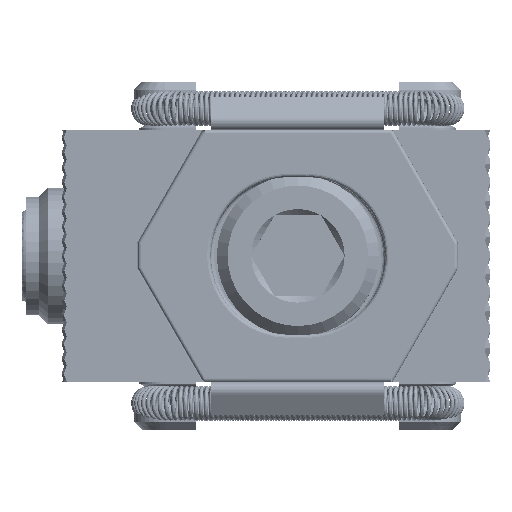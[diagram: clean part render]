
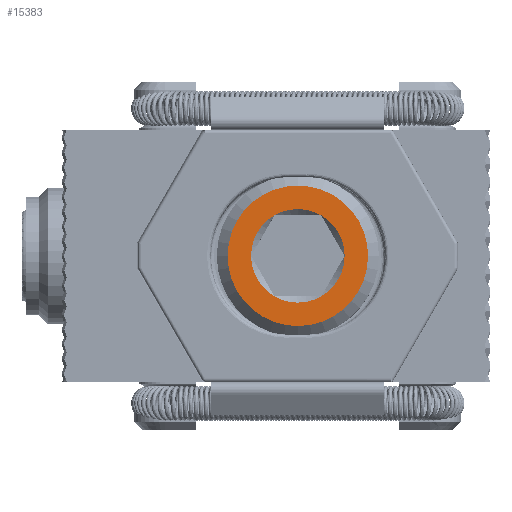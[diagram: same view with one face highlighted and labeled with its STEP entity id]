
A CAD part, top view. The second image highlights one B-rep face of the part: STEP entity #15383.
In plain terms, the highlighted face is planar.
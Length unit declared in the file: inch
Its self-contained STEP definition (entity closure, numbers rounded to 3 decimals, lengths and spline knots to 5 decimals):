
#4129 = ORIENTED_EDGE ( 'NONE', *, *, #71118, .F. ) ;
#11114 = CARTESIAN_POINT ( 'NONE',  ( 0.1875, -0.10825, -1.75 ) ) ;
#13508 = CARTESIAN_POINT ( 'NONE',  ( 0., 0., -1.75 ) ) ;
#15383 = ADVANCED_FACE ( 'NONE', ( #95917, #20855 ), #116611, .T. ) ;
#15612 = DIRECTION ( 'NONE',  ( 0., 0., -1. ) ) ;
#15920 = DIRECTION ( 'NONE',  ( 0., 0., -1. ) ) ;
#16477 = ORIENTED_EDGE ( 'NONE', *, *, #165734, .F. ) ;
#20855 = FACE_BOUND ( 'NONE', #56947, .T. ) ;
#25720 = CARTESIAN_POINT ( 'NONE',  ( 0., 0., -1.75 ) ) ;
#26674 = CIRCLE ( 'NONE', #41131, 0.21651 ) ;
#27287 = VERTEX_POINT ( 'NONE', #160217 ) ;
#30217 = DIRECTION ( 'NONE',  ( -1., 0., 0. ) ) ;
#32343 = CIRCLE ( 'NONE', #92791, 0.21651 ) ;
#35122 = DIRECTION ( 'NONE',  ( 0., 0., -1. ) ) ;
#38196 = EDGE_CURVE ( 'NONE', #132691, #100420, #152313, .T. ) ;
#39972 = DIRECTION ( 'NONE',  ( -1., 0., 0. ) ) ;
#41131 = AXIS2_PLACEMENT_3D ( 'NONE', #100480, #15920, #114792 ) ;
#41467 = AXIS2_PLACEMENT_3D ( 'NONE', #102320, #130833, #46185 ) ;
#43286 = CARTESIAN_POINT ( 'NONE',  ( 0., 0.21651, -1.75 ) ) ;
#45445 = CIRCLE ( 'NONE', #52239, 0.21651 ) ;
#46185 = DIRECTION ( 'NONE',  ( -1., 0., 0. ) ) ;
#51984 = CIRCLE ( 'NONE', #79706, 0.21651 ) ;
#52239 = AXIS2_PLACEMENT_3D ( 'NONE', #25720, #124621, #39972 ) ;
#53487 = CARTESIAN_POINT ( 'NONE',  ( 0., 0., -1.75 ) ) ;
#54655 = CARTESIAN_POINT ( 'NONE',  ( 0., 0., -1.75 ) ) ;
#55775 = AXIS2_PLACEMENT_3D ( 'NONE', #53487, #152374, #67572 ) ;
#56947 = EDGE_LOOP ( 'NONE', ( #4129, #178667, #126473, #148612, #116435, #68736, #16477 ) ) ;
#59200 = VERTEX_POINT ( 'NONE', #130004 ) ;
#64565 = CARTESIAN_POINT ( 'NONE',  ( -0.21651, 0., -1.75 ) ) ;
#67572 = DIRECTION ( 'NONE',  ( -1., 0., 0. ) ) ;
#68736 = ORIENTED_EDGE ( 'NONE', *, *, #38196, .F. ) ;
#68780 = DIRECTION ( 'NONE',  ( -1., 0., 0. ) ) ;
#71118 = EDGE_CURVE ( 'NONE', #27287, #120807, #51984, .T. ) ;
#72340 = DIRECTION ( 'NONE',  ( 0., 0., -1. ) ) ;
#79706 = AXIS2_PLACEMENT_3D ( 'NONE', #54655, #153601, #68780 ) ;
#80451 = VERTEX_POINT ( 'NONE', #99197 ) ;
#81092 = DIRECTION ( 'NONE',  ( 0., 0., -1. ) ) ;
#92791 = AXIS2_PLACEMENT_3D ( 'NONE', #165890, #81092, #180110 ) ;
#95917 = FACE_OUTER_BOUND ( 'NONE', #142909, .T. ) ;
#99197 = CARTESIAN_POINT ( 'NONE',  ( 0., -0.21651, -1.75 ) ) ;
#100173 = CARTESIAN_POINT ( 'NONE',  ( 0., 0., -1.75 ) ) ;
#100420 = VERTEX_POINT ( 'NONE', #11114 ) ;
#100480 = CARTESIAN_POINT ( 'NONE',  ( 0., 0., -1.75 ) ) ;
#101947 = EDGE_CURVE ( 'NONE', #80451, #157401, #45445, .T. ) ;
#102320 = CARTESIAN_POINT ( 'NONE',  ( 0., 0., -1.75 ) ) ;
#109768 = AXIS2_PLACEMENT_3D ( 'NONE', #13508, #112302, #30217 ) ;
#111711 = ORIENTED_EDGE ( 'NONE', *, *, #157183, .T. ) ;
#112302 = DIRECTION ( 'NONE',  ( 0., 0., -1. ) ) ;
#113153 = CARTESIAN_POINT ( 'NONE',  ( 0.1875, 0.10825, -1.75 ) ) ;
#113360 = EDGE_CURVE ( 'NONE', #157401, #136234, #32343, .T. ) ;
#114469 = DIRECTION ( 'NONE',  ( -1., 0., 0. ) ) ;
#114498 = CIRCLE ( 'NONE', #55775, 0.325 ) ;
#114792 = DIRECTION ( 'NONE',  ( -1., 0., 0. ) ) ;
#115819 = CARTESIAN_POINT ( 'NONE',  ( -0.1875, -0.10825, -1.75 ) ) ;
#116435 = ORIENTED_EDGE ( 'NONE', *, *, #156274, .F. ) ;
#116611 = PLANE ( 'NONE',  #41467 ) ;
#116624 = AXIS2_PLACEMENT_3D ( 'NONE', #100173, #15612, #114469 ) ;
#118343 = AXIS2_PLACEMENT_3D ( 'NONE', #157129, #72340, #171283 ) ;
#119773 = CARTESIAN_POINT ( 'NONE',  ( 0., 0., -1.75 ) ) ;
#120807 = VERTEX_POINT ( 'NONE', #43286 ) ;
#121686 = CIRCLE ( 'NONE', #118343, 0.21651 ) ;
#124621 = DIRECTION ( 'NONE',  ( 0., 0., -1. ) ) ;
#126473 = ORIENTED_EDGE ( 'NONE', *, *, #113360, .F. ) ;
#130004 = CARTESIAN_POINT ( 'NONE',  ( 0.325, 0., -1.75 ) ) ;
#130833 = DIRECTION ( 'NONE',  ( 0., 0., -1. ) ) ;
#132691 = VERTEX_POINT ( 'NONE', #113153 ) ;
#133981 = DIRECTION ( 'NONE',  ( -1., 0., 0. ) ) ;
#136234 = VERTEX_POINT ( 'NONE', #64565 ) ;
#140658 = VERTEX_POINT ( 'NONE', #172796 ) ;
#142909 = EDGE_LOOP ( 'NONE', ( #165437, #111711 ) ) ;
#146240 = AXIS2_PLACEMENT_3D ( 'NONE', #119773, #35122, #133981 ) ;
#148612 = ORIENTED_EDGE ( 'NONE', *, *, #101947, .F. ) ;
#152313 = CIRCLE ( 'NONE', #146240, 0.21651 ) ;
#152374 = DIRECTION ( 'NONE',  ( 0., 0., -1. ) ) ;
#153601 = DIRECTION ( 'NONE',  ( 0., 0., -1. ) ) ;
#153904 = CIRCLE ( 'NONE', #109768, 0.21651 ) ;
#154048 = CIRCLE ( 'NONE', #116624, 0.325 ) ;
#156274 = EDGE_CURVE ( 'NONE', #100420, #80451, #121686, .T. ) ;
#157129 = CARTESIAN_POINT ( 'NONE',  ( 0., 0., -1.75 ) ) ;
#157183 = EDGE_CURVE ( 'NONE', #140658, #59200, #114498, .T. ) ;
#157401 = VERTEX_POINT ( 'NONE', #115819 ) ;
#160217 = CARTESIAN_POINT ( 'NONE',  ( -0.1875, 0.10825, -1.75 ) ) ;
#165437 = ORIENTED_EDGE ( 'NONE', *, *, #169066, .T. ) ;
#165734 = EDGE_CURVE ( 'NONE', #120807, #132691, #153904, .T. ) ;
#165890 = CARTESIAN_POINT ( 'NONE',  ( 0., 0., -1.75 ) ) ;
#169066 = EDGE_CURVE ( 'NONE', #59200, #140658, #154048, .T. ) ;
#171283 = DIRECTION ( 'NONE',  ( -1., 0., 0. ) ) ;
#172796 = CARTESIAN_POINT ( 'NONE',  ( -0.325, 0., -1.75 ) ) ;
#175007 = EDGE_CURVE ( 'NONE', #136234, #27287, #26674, .T. ) ;
#178667 = ORIENTED_EDGE ( 'NONE', *, *, #175007, .F. ) ;
#180110 = DIRECTION ( 'NONE',  ( -1., 0., 0. ) ) ;
